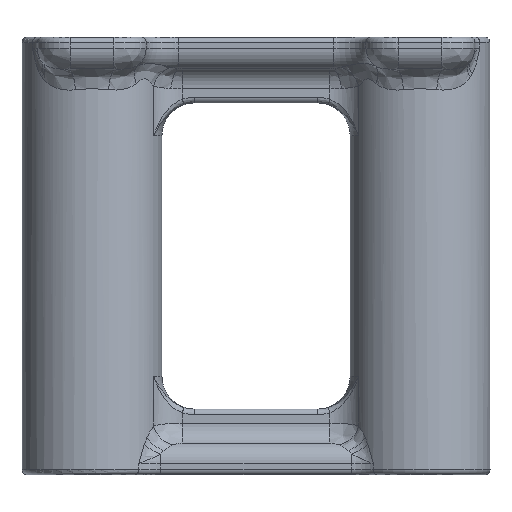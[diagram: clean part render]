
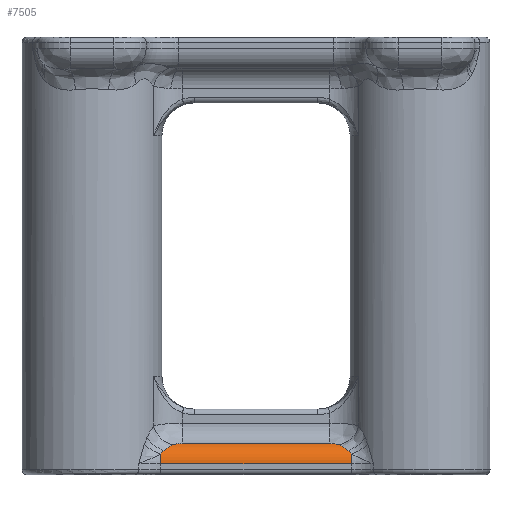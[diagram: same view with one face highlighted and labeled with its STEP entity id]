
A CAD part, front view. The second image highlights one B-rep face of the part: STEP entity #7505.
In plain terms, the highlighted cylindrical face has radius 1 mm (diameter 2 mm), a partial arc.
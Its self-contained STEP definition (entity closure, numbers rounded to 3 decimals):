
#346=B_SPLINE_CURVE_WITH_KNOTS('',3,(#16807,#16808,#16809,#16810),
 .UNSPECIFIED.,.F.,.F.,(4,4),(-1.344,-1.304),
 .UNSPECIFIED.);
#347=B_SPLINE_CURVE_WITH_KNOTS('',3,(#16833,#16834,#16835,#16836),
 .UNSPECIFIED.,.F.,.F.,(4,4),(-1.393,-1.304),
 .UNSPECIFIED.);
#348=B_SPLINE_CURVE_WITH_KNOTS('',3,(#16864,#16865,#16866,#16867,#16868),
 .UNSPECIFIED.,.F.,.F.,(4,1,4),(-0.427,-0.399,-0.371),
 .UNSPECIFIED.);
#349=B_SPLINE_CURVE_WITH_KNOTS('',3,(#16900,#16901,#16902,#16903,#16904),
 .UNSPECIFIED.,.F.,.F.,(4,1,4),(-0.427,-0.399,-0.371),
 .UNSPECIFIED.);
#350=B_SPLINE_CURVE_WITH_KNOTS('',3,(#16927,#16928,#16929,#16930),
 .UNSPECIFIED.,.F.,.F.,(4,4),(-2.697,-2.608),
 .UNSPECIFIED.);
#351=B_SPLINE_CURVE_WITH_KNOTS('',3,(#16951,#16952,#16953,#16954),
 .UNSPECIFIED.,.F.,.F.,(4,4),(0.,0.04),.UNSPECIFIED.);
#848=CYLINDRICAL_SURFACE('',#8350,1.);
#1283=FACE_OUTER_BOUND('',#1791,.T.);
#1791=EDGE_LOOP('',(#6629,#6630,#6631,#6632,#6633,#6634,#6635,#6636,#6637,
#6638));
#2111=LINE('',#16720,#2399);
#2112=LINE('',#16872,#2400);
#2399=VECTOR('',#9827,10.);
#2400=VECTOR('',#9842,10.);
#2894=CIRCLE('',#8351,1.);
#2895=CIRCLE('',#8352,1.);
#3436=VERTEX_POINT('',#16714);
#3437=VERTEX_POINT('',#16718);
#3438=VERTEX_POINT('',#16745);
#3439=VERTEX_POINT('',#16777);
#3440=VERTEX_POINT('',#16805);
#3441=VERTEX_POINT('',#16831);
#3442=VERTEX_POINT('',#16862);
#3443=VERTEX_POINT('',#16870);
#3444=VERTEX_POINT('',#16898);
#3445=VERTEX_POINT('',#16925);
#4348=EDGE_CURVE('',#3436,#3437,#2111,.T.);
#4354=EDGE_CURVE('',#3440,#3439,#346,.T.);
#4356=EDGE_CURVE('',#3441,#3440,#347,.T.);
#4358=EDGE_CURVE('',#3442,#3441,#348,.T.);
#4360=EDGE_CURVE('',#3443,#3442,#2112,.T.);
#4362=EDGE_CURVE('',#3444,#3443,#349,.T.);
#4364=EDGE_CURVE('',#3445,#3444,#350,.T.);
#4365=EDGE_CURVE('',#3438,#3445,#351,.T.);
#4644=EDGE_CURVE('',#3438,#3436,#2894,.T.);
#4645=EDGE_CURVE('',#3437,#3439,#2895,.T.);
#6629=ORIENTED_EDGE('',*,*,#4364,.F.);
#6630=ORIENTED_EDGE('',*,*,#4365,.F.);
#6631=ORIENTED_EDGE('',*,*,#4644,.T.);
#6632=ORIENTED_EDGE('',*,*,#4348,.T.);
#6633=ORIENTED_EDGE('',*,*,#4645,.T.);
#6634=ORIENTED_EDGE('',*,*,#4354,.F.);
#6635=ORIENTED_EDGE('',*,*,#4356,.F.);
#6636=ORIENTED_EDGE('',*,*,#4358,.F.);
#6637=ORIENTED_EDGE('',*,*,#4360,.F.);
#6638=ORIENTED_EDGE('',*,*,#4362,.F.);
#7505=ADVANCED_FACE('',(#1283),#848,.T.);
#8350=AXIS2_PLACEMENT_3D('',#20521,#10213,#10214);
#8351=AXIS2_PLACEMENT_3D('',#20522,#10215,#10216);
#8352=AXIS2_PLACEMENT_3D('',#20523,#10217,#10218);
#9827=DIRECTION('',(1.,0.,0.));
#9842=DIRECTION('',(1.,0.,0.));
#10213=DIRECTION('center_axis',(-1.,0.,0.));
#10214=DIRECTION('ref_axis',(0.,-0.707,0.707));
#10215=DIRECTION('center_axis',(1.,0.,0.));
#10216=DIRECTION('ref_axis',(0.,0.,1.));
#10217=DIRECTION('center_axis',(-1.,0.,0.));
#10218=DIRECTION('ref_axis',(0.,-1.,0.));
#16714=CARTESIAN_POINT('',(3.137,-2.,-9.5));
#16718=CARTESIAN_POINT('',(11.863,-2.,-9.5));
#16720=CARTESIAN_POINT('',(10.001,-2.,-9.5));
#16745=CARTESIAN_POINT('',(3.137,-1.896,-9.057));
#16777=CARTESIAN_POINT('',(11.863,-1.896,-9.057));
#16805=CARTESIAN_POINT('',(11.703,-1.801,-8.901));
#16807=CARTESIAN_POINT('Ctrl Pts',(11.703,-1.801,-8.901));
#16808=CARTESIAN_POINT('Ctrl Pts',(11.76,-1.837,-8.949));
#16809=CARTESIAN_POINT('Ctrl Pts',(11.814,-1.869,-9.001));
#16810=CARTESIAN_POINT('Ctrl Pts',(11.863,-1.896,-9.057));
#16831=CARTESIAN_POINT('',(11.313,-1.505,-8.637));
#16833=CARTESIAN_POINT('Ctrl Pts',(11.313,-1.505,-8.637));
#16834=CARTESIAN_POINT('Ctrl Pts',(11.439,-1.621,-8.705));
#16835=CARTESIAN_POINT('Ctrl Pts',(11.576,-1.721,-8.794));
#16836=CARTESIAN_POINT('Ctrl Pts',(11.703,-1.801,-8.901));
#16862=CARTESIAN_POINT('',(10.874,-1.375,-8.573));
#16864=CARTESIAN_POINT('Ctrl Pts',(10.874,-1.375,-8.573));
#16865=CARTESIAN_POINT('Ctrl Pts',(10.966,-1.375,-8.573));
#16866=CARTESIAN_POINT('Ctrl Pts',(11.151,-1.402,-8.583));
#16867=CARTESIAN_POINT('Ctrl Pts',(11.273,-1.469,-8.616));
#16868=CARTESIAN_POINT('Ctrl Pts',(11.313,-1.505,-8.637));
#16870=CARTESIAN_POINT('',(4.126,-1.375,-8.573));
#16872=CARTESIAN_POINT('',(10.001,-1.375,-8.573));
#16898=CARTESIAN_POINT('',(3.687,-1.505,-8.637));
#16900=CARTESIAN_POINT('Ctrl Pts',(3.687,-1.505,-8.637));
#16901=CARTESIAN_POINT('Ctrl Pts',(3.727,-1.469,-8.616));
#16902=CARTESIAN_POINT('Ctrl Pts',(3.849,-1.402,-8.583));
#16903=CARTESIAN_POINT('Ctrl Pts',(4.034,-1.375,-8.573));
#16904=CARTESIAN_POINT('Ctrl Pts',(4.126,-1.375,-8.573));
#16925=CARTESIAN_POINT('',(3.297,-1.801,-8.901));
#16927=CARTESIAN_POINT('Ctrl Pts',(3.297,-1.801,-8.901));
#16928=CARTESIAN_POINT('Ctrl Pts',(3.424,-1.721,-8.794));
#16929=CARTESIAN_POINT('Ctrl Pts',(3.561,-1.621,-8.705));
#16930=CARTESIAN_POINT('Ctrl Pts',(3.687,-1.505,-8.637));
#16951=CARTESIAN_POINT('Ctrl Pts',(3.137,-1.896,-9.057));
#16952=CARTESIAN_POINT('Ctrl Pts',(3.186,-1.869,-9.001));
#16953=CARTESIAN_POINT('Ctrl Pts',(3.24,-1.837,-8.949));
#16954=CARTESIAN_POINT('Ctrl Pts',(3.297,-1.801,-8.901));
#20521=CARTESIAN_POINT('Origin',(10.001,-1.,-9.5));
#20522=CARTESIAN_POINT('Origin',(3.137,-1.,-9.5));
#20523=CARTESIAN_POINT('Origin',(11.863,-1.,-9.5));
